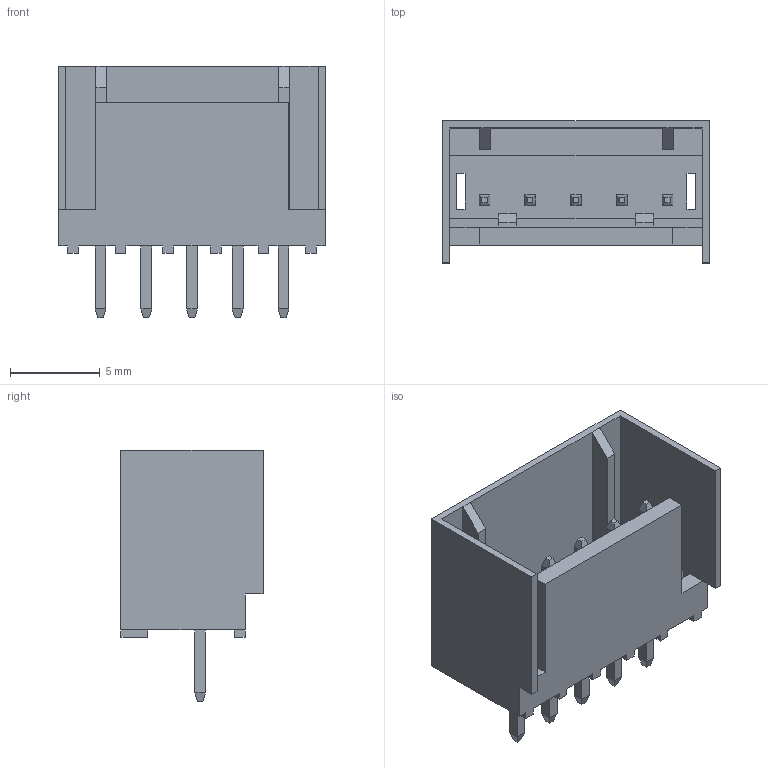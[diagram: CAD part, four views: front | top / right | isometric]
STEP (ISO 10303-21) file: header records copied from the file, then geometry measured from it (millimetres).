
FILE_DESCRIPTION(('for SolidWorks'),'2;1');
FILE_NAME('hdr-1x5t_2.54_sh15x8.step', '2016-05-13T08:49:00',('Serg'),(''),'Open CASCADE STEP processor 6.6', 'DipTrace','Unknown');
FILE_SCHEMA(('AUTOMOTIVE_DESIGN { 1 0 10303 214 1 1 1 1 }'));
Length unit declared in the file: millimetre
Products named in the file (2): ASSEMBLY; hdr-1x5t_2.54_sh15x8
Assembly tree (1 placements, depth 2):
  ASSEMBLY
    hdr-1x5t_2.54_sh15x8
Bounding box: 14.83 x 7.9 x 14 mm (x, y, z)
Volume: 377 mm3; surface area: 1119 mm2
Topology: 1 solids, 1 shells, 176 faces, 442 edges, 280 vertices
Faces by surface type: plane 176
Entity records: 6365 total; most frequent: CARTESIAN_POINT 900, ORIENTED_EDGE 884, DIRECTION 798, EDGE_CURVE 442, LINE 442, VECTOR 442, VERTEX_POINT 280, FACE_BOUND 192
